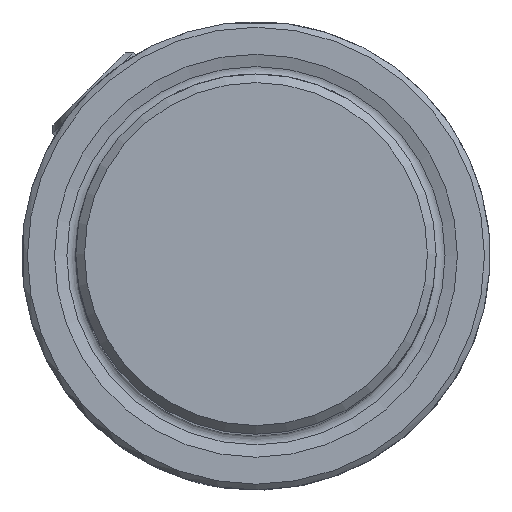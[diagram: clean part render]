
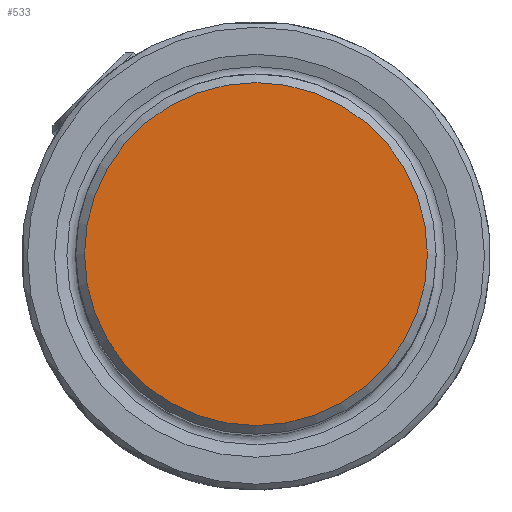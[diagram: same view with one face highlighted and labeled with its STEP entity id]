
A CAD part, top view. The second image highlights one B-rep face of the part: STEP entity #533.
In plain terms, the highlighted planar face has unit normal (0, 0, 1).
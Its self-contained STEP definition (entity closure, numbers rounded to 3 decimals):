
#403=CIRCLE('',#5061,15.112);
#533=ADVANCED_FACE('',(#936),#812,.T.);
#812=PLANE('',#5062);
#936=FACE_OUTER_BOUND('',#1178,.T.);
#1178=EDGE_LOOP('',(#1720));
#1720=ORIENTED_EDGE('',*,*,#3643,.T.);
#3150=VERTEX_POINT('',#7237);
#3643=EDGE_CURVE('',#3150,#3150,#403,.T.);
#5061=AXIS2_PLACEMENT_3D('',#7236,#5685,#5686);
#5062=AXIS2_PLACEMENT_3D('',#7238,#5687,#5688);
#5685=DIRECTION('',(0.,0.,1.));
#5686=DIRECTION('',(0.,-1.,0.));
#5687=DIRECTION('',(0.,0.,1.));
#5688=DIRECTION('',(0.,1.,0.));
#7236=CARTESIAN_POINT('',(0.,0.,
83.05));
#7237=CARTESIAN_POINT('',(0.,-15.112,83.05));
#7238=CARTESIAN_POINT('',(0.,0.,
83.05));
